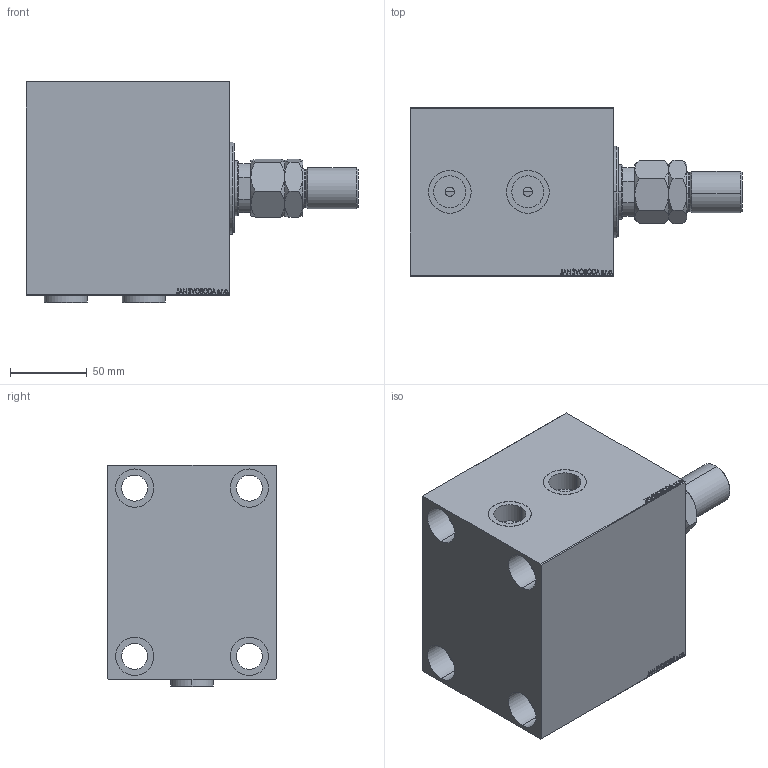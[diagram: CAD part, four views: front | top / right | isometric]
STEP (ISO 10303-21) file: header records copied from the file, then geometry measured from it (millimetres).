
FILE_DESCRIPTION (( 'STEP AP203' ), '1' );
FILE_NAME ('b36d.STEP', '2022-04-17T15:50:42', ( '' ), ( '' ), 'SwSTEP 2.0', 'SolidWorks 2019', '' );
FILE_SCHEMA (( 'CONFIG_CONTROL_DESIGN' ));
Length unit declared in the file: millimetre
Products named in the file (6): V450CP_B_VCP 10f8d28f47ba1f785f574d926241bd6d; MTA 10f8d28f47ba1f785f574d926241bd6d; V450CP_C 10f8d28f47ba1f785f574d926241bd6d; PLUG 10f8d28f47ba1f785f574d926241bd6d; V450CP_VC_B 10f8d28f47ba1f785f574d926241bd6d; b36d
Assembly tree (6 placements, depth 2):
  b36d
    V450CP_C 10f8d28f47ba1f785f574d926241bd6d
    MTA 10f8d28f47ba1f785f574d926241bd6d
    V450CP_B_VCP 10f8d28f47ba1f785f574d926241bd6d
    V450CP_VC_B 10f8d28f47ba1f785f574d926241bd6d
    PLUG 10f8d28f47ba1f785f574d926241bd6d  x2
Bounding box: 217 x 110 x 144.9 mm (x, y, z)
Volume: 1854034.5 mm3; surface area: 238481.5 mm2
Topology: 6 solids, 6 shells, 991 faces, 2480 edges, 1623 vertices
Faces by surface type: plane 463, bspline 380, cylinder 96, cone 46, torus 6
Entity records: 47586 total; most frequent: CARTESIAN_POINT 26158, ORIENTED_EDGE 4876, DIRECTION 3040, EDGE_CURVE 2438, VERTEX_POINT 1599, VECTOR 1390, LINE 1390, EDGE_LOOP 1113
